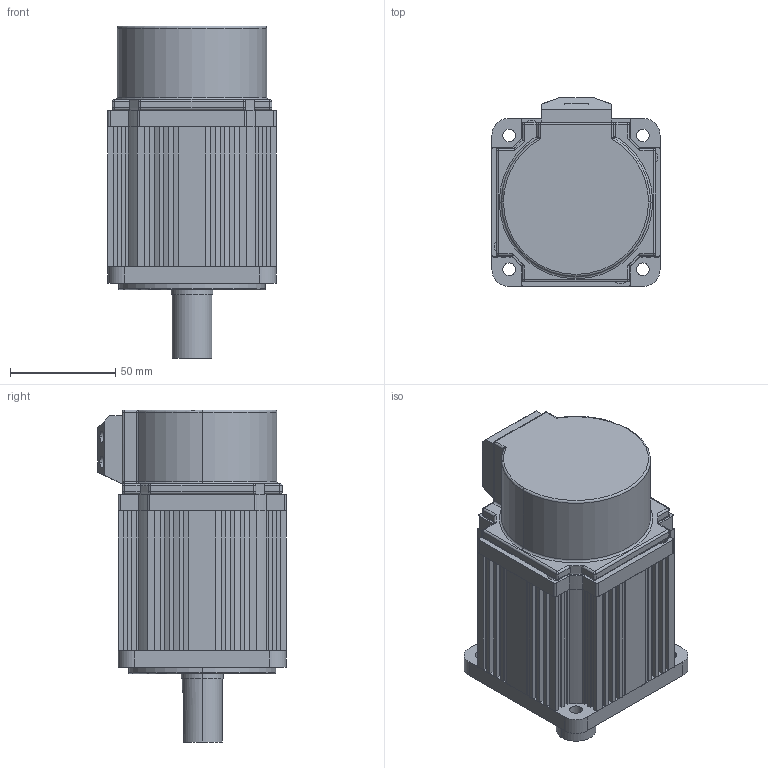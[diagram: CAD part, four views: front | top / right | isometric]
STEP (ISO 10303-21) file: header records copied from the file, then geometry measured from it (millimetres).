
FILE_DESCRIPTION (( 'STEP AP203' ), '1' );
FILE_NAME ('80C-1.3N.M.STEP', '2022-07-12T06:04:29', ( '' ), ( '' ), 'SwSTEP 2.0', 'SolidWorks 2016', '' );
FILE_SCHEMA (( 'CONFIG_CONTROL_DESIGN' ));
Length unit declared in the file: millimetre
Products named in the file (10): 80ヶ裔; 80堤盄揤啣ㄗ奻ㄘ; 6004; 80 綴裔; 80C-1.3N.M; 6201; 80 1.27N.M儂褲; 80晤鎢ん欶; 80 1.27N.M粣; 80堤盄揤啣ㄗ狟ㄘ
Assembly tree (9 placements, depth 2):
  80C-1.3N.M
    6004
    6201
    80 綴裔
    80晤鎢ん欶
    80ヶ裔
    80 1.27N.M儂褲
    80 1.27N.M粣
    80堤盄揤啣ㄗ奻ㄘ
    80堤盄揤啣ㄗ狟ㄘ
Bounding box: 80 x 89.7 x 158 mm (x, y, z)
Volume: 264092.9 mm3; surface area: 152317.9 mm2
Topology: 9 solids, 11 shells, 960 faces, 2391 edges, 1471 vertices
Faces by surface type: cylinder 386, plane 354, torus 158, cone 34, sphere 24, bspline 4
Entity records: 30203 total; most frequent: CARTESIAN_POINT 5770, DIRECTION 5231, ORIENTED_EDGE 4700, EDGE_CURVE 2350, AXIS2_PLACEMENT_3D 1998, VERTEX_POINT 1471, LINE 1235, VECTOR 1235
